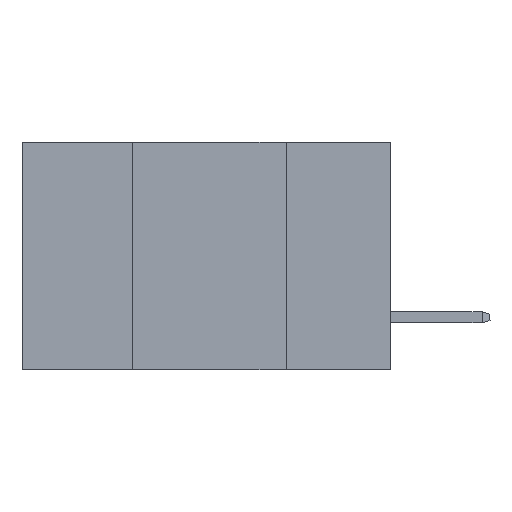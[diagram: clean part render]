
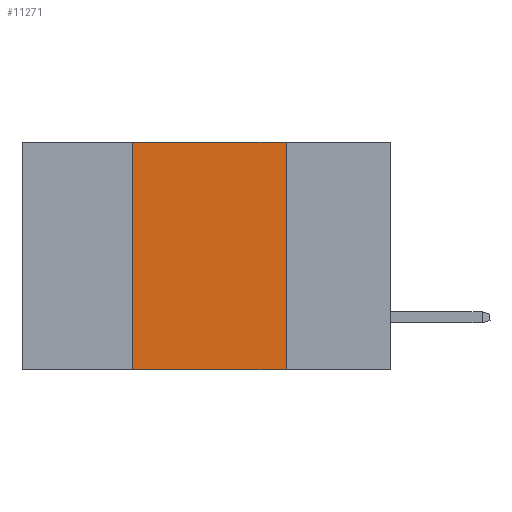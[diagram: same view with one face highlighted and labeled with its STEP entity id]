
A CAD part, left-side view. The second image highlights one B-rep face of the part: STEP entity #11271.
In plain terms, the highlighted planar face has unit normal (-1, 0, 0).
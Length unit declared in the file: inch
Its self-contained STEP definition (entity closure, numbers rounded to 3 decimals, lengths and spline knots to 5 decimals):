
#163 = ORIENTED_EDGE ( 'NONE', *, *, #13065, .F. ) ;
#244 = DIRECTION ( 'NONE',  ( 0., 0., -1. ) ) ;
#498 = VERTEX_POINT ( 'NONE', #8206 ) ;
#509 = VECTOR ( 'NONE', #6020, 39.37008 ) ;
#673 = VECTOR ( 'NONE', #2432, 39.37008 ) ;
#846 = EDGE_LOOP ( 'NONE', ( #1842, #9579, #163, #12881 ) ) ;
#1071 = LINE ( 'NONE', #4699, #673 ) ;
#1842 = ORIENTED_EDGE ( 'NONE', *, *, #9257, .F. ) ;
#2432 = DIRECTION ( 'NONE',  ( 0., 0., 1. ) ) ;
#3952 = VERTEX_POINT ( 'NONE', #7261 ) ;
#4229 = CARTESIAN_POINT ( 'NONE',  ( 0., 0.17, 0. ) ) ;
#4699 = CARTESIAN_POINT ( 'NONE',  ( 0., 0.42, 0. ) ) ;
#4865 = CARTESIAN_POINT ( 'NONE',  ( 0., 0.17, 0. ) ) ;
#4869 = CARTESIAN_POINT ( 'NONE',  ( 0., 0.6, 0. ) ) ;
#5037 = VERTEX_POINT ( 'NONE', #6852 ) ;
#6019 = DIRECTION ( 'NONE',  ( 0., 0., -1. ) ) ;
#6020 = DIRECTION ( 'NONE',  ( 0., -1., 0. ) ) ;
#6297 = EDGE_CURVE ( 'NONE', #5037, #3952, #13469, .T. ) ;
#6692 = AXIS2_PLACEMENT_3D ( 'NONE', #13128, #7088, #244 ) ;
#6852 = CARTESIAN_POINT ( 'NONE',  ( 0., 0.42, -0.37 ) ) ;
#7088 = DIRECTION ( 'NONE',  ( 1., 0., 0. ) ) ;
#7261 = CARTESIAN_POINT ( 'NONE',  ( 0., 0.17, -0.37 ) ) ;
#7893 = VECTOR ( 'NONE', #11974, 39.37008 ) ;
#8126 = PLANE ( 'NONE',  #6692 ) ;
#8206 = CARTESIAN_POINT ( 'NONE',  ( 0., 0.42, 0. ) ) ;
#9257 = EDGE_CURVE ( 'NONE', #9422, #3952, #9987, .T. ) ;
#9343 = VECTOR ( 'NONE', #6019, 39.37008 ) ;
#9422 = VERTEX_POINT ( 'NONE', #4229 ) ;
#9451 = FACE_OUTER_BOUND ( 'NONE', #846, .T. ) ;
#9579 = ORIENTED_EDGE ( 'NONE', *, *, #12523, .F. ) ;
#9987 = LINE ( 'NONE', #4865, #9343 ) ;
#11271 = ADVANCED_FACE ( 'NONE', ( #9451 ), #8126, .F. ) ;
#11461 = LINE ( 'NONE', #4869, #509 ) ;
#11974 = DIRECTION ( 'NONE',  ( 0., -1., 0. ) ) ;
#12523 = EDGE_CURVE ( 'NONE', #498, #9422, #11461, .T. ) ;
#12881 = ORIENTED_EDGE ( 'NONE', *, *, #6297, .T. ) ;
#12968 = CARTESIAN_POINT ( 'NONE',  ( 0., 0.6, -0.37 ) ) ;
#13065 = EDGE_CURVE ( 'NONE', #5037, #498, #1071, .T. ) ;
#13128 = CARTESIAN_POINT ( 'NONE',  ( 0., 0.6, 0. ) ) ;
#13469 = LINE ( 'NONE', #12968, #7893 ) ;
